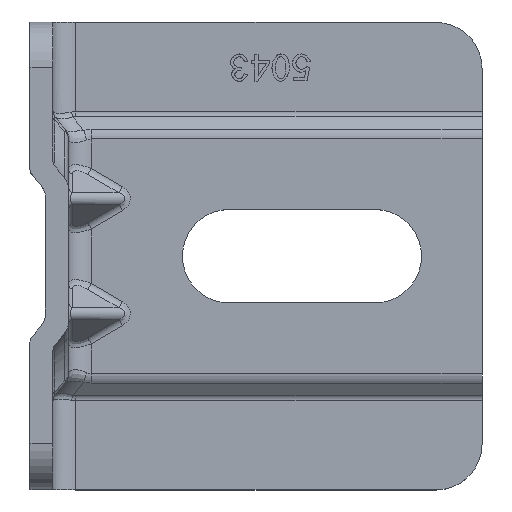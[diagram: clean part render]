
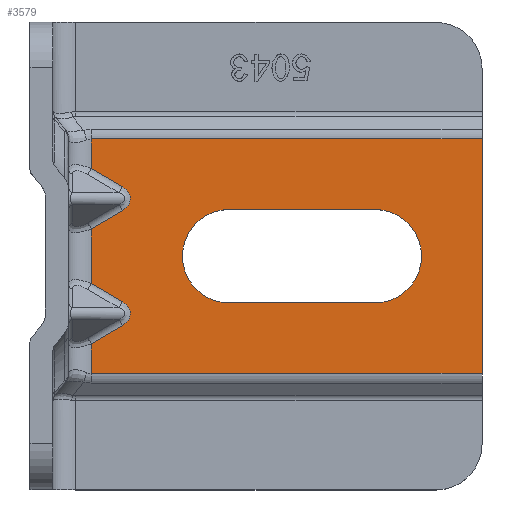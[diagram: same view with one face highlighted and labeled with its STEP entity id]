
A CAD part, top view. The second image highlights one B-rep face of the part: STEP entity #3579.
In plain terms, the highlighted planar face has unit normal (0, 0, 1).
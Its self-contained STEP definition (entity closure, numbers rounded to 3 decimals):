
#56=ELLIPSE('',#3837,2.828,2.);
#70=ELLIPSE('',#3873,2.828,2.);
#156=CIRCLE('',#3688,6.1);
#158=CIRCLE('',#3692,6.1);
#454=FACE_BOUND('',#833,.T.);
#603=FACE_OUTER_BOUND('',#832,.T.);
#832=EDGE_LOOP('',(#3057,#3058,#3059,#3060,#3061,#3062,#3063,#3064,#3065,
#3066,#3067,#3068));
#833=EDGE_LOOP('',(#3069,#3070,#3071,#3072));
#1012=LINE('',#5687,#1271);
#1016=LINE('',#5699,#1275);
#1025=LINE('',#5741,#1284);
#1103=LINE('',#6392,#1362);
#1106=LINE('',#6468,#1365);
#1119=LINE('',#6563,#1378);
#1123=LINE('',#6645,#1382);
#1125=LINE('',#6716,#1384);
#1128=LINE('',#6721,#1387);
#1129=LINE('',#6723,#1388);
#1130=LINE('',#6724,#1389);
#1131=LINE('',#6725,#1390);
#1271=VECTOR('',#4162,10.);
#1275=VECTOR('',#4174,10.);
#1284=VECTOR('',#4219,10.);
#1362=VECTOR('',#4547,10.);
#1365=VECTOR('',#4570,10.);
#1378=VECTOR('',#4607,10.);
#1382=VECTOR('',#4639,10.);
#1384=VECTOR('',#4659,10.);
#1387=VECTOR('',#4666,10.);
#1388=VECTOR('',#4667,10.);
#1389=VECTOR('',#4668,10.);
#1390=VECTOR('',#4669,10.);
#1540=VERTEX_POINT('',#5684);
#1541=VERTEX_POINT('',#5686);
#1543=VERTEX_POINT('',#5692);
#1545=VERTEX_POINT('',#5698);
#1559=VERTEX_POINT('',#5738);
#1560=VERTEX_POINT('',#5740);
#1672=VERTEX_POINT('',#6385);
#1675=VERTEX_POINT('',#6390);
#1679=VERTEX_POINT('',#6454);
#1683=VERTEX_POINT('',#6466);
#1698=VERTEX_POINT('',#6562);
#1703=VERTEX_POINT('',#6602);
#1706=VERTEX_POINT('',#6641);
#1709=VERTEX_POINT('',#6680);
#1712=VERTEX_POINT('',#6711);
#1713=VERTEX_POINT('',#6722);
#1931=EDGE_CURVE('',#1541,#1540,#1012,.T.);
#1934=EDGE_CURVE('',#1543,#1541,#156,.T.);
#1937=EDGE_CURVE('',#1545,#1543,#1016,.T.);
#1940=EDGE_CURVE('',#1540,#1545,#158,.T.);
#1957=EDGE_CURVE('',#1560,#1559,#1025,.T.);
#2130=EDGE_CURVE('',#1675,#1672,#1103,.T.);
#2135=EDGE_CURVE('',#1679,#1675,#56,.T.);
#2141=EDGE_CURVE('',#1683,#1679,#1106,.T.);
#2163=EDGE_CURVE('',#1672,#1698,#1119,.T.);
#2178=EDGE_CURVE('',#1703,#1706,#1123,.T.);
#2183=EDGE_CURVE('',#1706,#1709,#70,.T.);
#2187=EDGE_CURVE('',#1709,#1712,#1125,.T.);
#2190=EDGE_CURVE('',#1712,#1683,#1128,.T.);
#2191=EDGE_CURVE('',#1713,#1703,#1129,.T.);
#2192=EDGE_CURVE('',#1560,#1713,#1130,.T.);
#2193=EDGE_CURVE('',#1698,#1559,#1131,.T.);
#3057=ORIENTED_EDGE('',*,*,#2141,.F.);
#3058=ORIENTED_EDGE('',*,*,#2190,.F.);
#3059=ORIENTED_EDGE('',*,*,#2187,.F.);
#3060=ORIENTED_EDGE('',*,*,#2183,.F.);
#3061=ORIENTED_EDGE('',*,*,#2178,.F.);
#3062=ORIENTED_EDGE('',*,*,#2191,.F.);
#3063=ORIENTED_EDGE('',*,*,#2192,.F.);
#3064=ORIENTED_EDGE('',*,*,#1957,.T.);
#3065=ORIENTED_EDGE('',*,*,#2193,.F.);
#3066=ORIENTED_EDGE('',*,*,#2163,.F.);
#3067=ORIENTED_EDGE('',*,*,#2130,.F.);
#3068=ORIENTED_EDGE('',*,*,#2135,.F.);
#3069=ORIENTED_EDGE('',*,*,#1937,.T.);
#3070=ORIENTED_EDGE('',*,*,#1934,.T.);
#3071=ORIENTED_EDGE('',*,*,#1931,.T.);
#3072=ORIENTED_EDGE('',*,*,#1940,.T.);
#3413=PLANE('',#3879);
#3579=ADVANCED_FACE('',(#603,#454),#3413,.T.);
#3688=AXIS2_PLACEMENT_3D('',#5693,#4168,#4169);
#3692=AXIS2_PLACEMENT_3D('',#5703,#4180,#4181);
#3837=AXIS2_PLACEMENT_3D('',#6456,#4556,#4557);
#3873=AXIS2_PLACEMENT_3D('',#6684,#4649,#4650);
#3879=AXIS2_PLACEMENT_3D('',#6720,#4664,#4665);
#4162=DIRECTION('',(-1.,0.,0.));
#4168=DIRECTION('center_axis',(0.,0.,-1.));
#4169=DIRECTION('ref_axis',(0.,-1.,0.));
#4174=DIRECTION('',(1.,0.,0.));
#4180=DIRECTION('center_axis',(0.,0.,-1.));
#4181=DIRECTION('ref_axis',(-1.,0.,0.));
#4219=DIRECTION('',(0.,1.,0.));
#4547=DIRECTION('',(-0.862,0.508,0.));
#4556=DIRECTION('center_axis',(0.,0.,1.));
#4557=DIRECTION('ref_axis',(1.,0.,0.));
#4570=DIRECTION('',(0.862,0.508,0.));
#4607=DIRECTION('',(0.,1.,0.));
#4639=DIRECTION('',(0.862,0.508,0.));
#4649=DIRECTION('center_axis',(0.,0.,1.));
#4650=DIRECTION('ref_axis',(1.,0.,0.));
#4659=DIRECTION('',(-0.862,0.508,0.));
#4664=DIRECTION('center_axis',(0.,0.,1.));
#4665=DIRECTION('ref_axis',(1.,0.,0.));
#4666=DIRECTION('',(0.,1.,0.));
#4667=DIRECTION('',(0.,1.,0.));
#4668=DIRECTION('',(-1.,0.,0.));
#4669=DIRECTION('',(1.,0.,0.));
#5684=CARTESIAN_POINT('',(26.,-6.1,5.));
#5686=CARTESIAN_POINT('',(45.,-6.1,5.));
#5687=CARTESIAN_POINT('',(22.5,-6.1,5.));
#5692=CARTESIAN_POINT('',(45.,6.1,5.));
#5693=CARTESIAN_POINT('Origin',(45.,0.,5.));
#5698=CARTESIAN_POINT('',(26.,6.1,5.));
#5699=CARTESIAN_POINT('',(13.,6.1,5.));
#5703=CARTESIAN_POINT('Origin',(26.,0.,5.));
#5738=CARTESIAN_POINT('',(59.,15.298,5.));
#5740=CARTESIAN_POINT('',(59.,-15.298,5.));
#5741=CARTESIAN_POINT('',(59.,0.,5.));
#6385=CARTESIAN_POINT('',(8.,11.445,5.));
#6390=CARTESIAN_POINT('',(12.087,9.036,5.));
#6392=CARTESIAN_POINT('',(8.858,10.939,5.));
#6454=CARTESIAN_POINT('',(12.087,5.964,5.));
#6456=CARTESIAN_POINT('Origin',(10.276,7.5,5.));
#6466=CARTESIAN_POINT('',(8.,3.555,5.));
#6468=CARTESIAN_POINT('',(2.909,0.556,5.));
#6562=CARTESIAN_POINT('',(8.,15.298,5.));
#6563=CARTESIAN_POINT('',(8.,15.25,5.));
#6602=CARTESIAN_POINT('',(8.,-11.445,5.));
#6641=CARTESIAN_POINT('',(12.087,-9.036,5.));
#6645=CARTESIAN_POINT('',(8.858,-10.939,5.));
#6680=CARTESIAN_POINT('',(12.087,-5.964,5.));
#6684=CARTESIAN_POINT('Origin',(10.276,-7.5,5.));
#6711=CARTESIAN_POINT('',(8.,-3.555,5.));
#6716=CARTESIAN_POINT('',(2.909,-0.556,5.));
#6720=CARTESIAN_POINT('Origin',(0.,0.,5.));
#6721=CARTESIAN_POINT('',(8.,15.25,5.));
#6722=CARTESIAN_POINT('',(8.,-15.298,5.));
#6723=CARTESIAN_POINT('',(8.,15.25,5.));
#6724=CARTESIAN_POINT('',(0.,-15.298,5.));
#6725=CARTESIAN_POINT('',(0.,15.298,5.));
